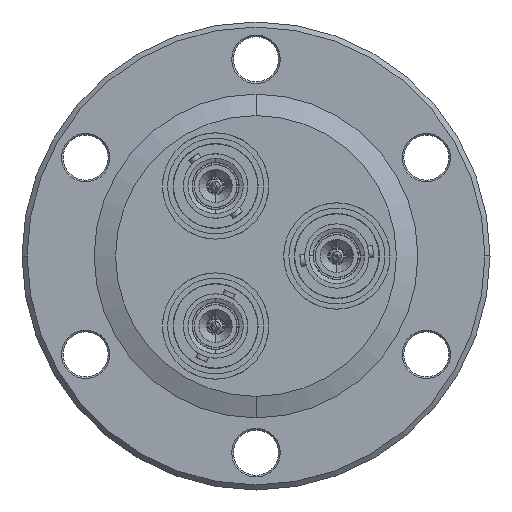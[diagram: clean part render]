
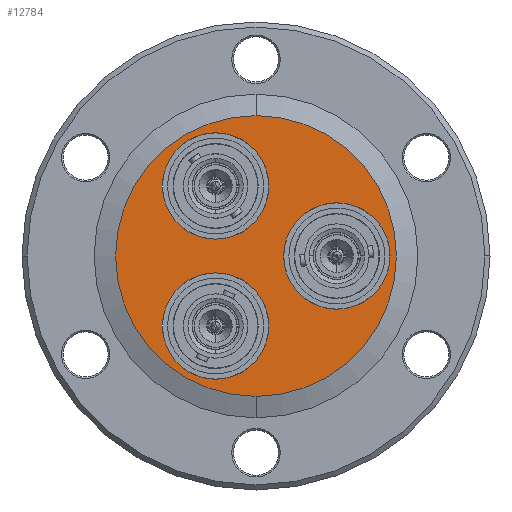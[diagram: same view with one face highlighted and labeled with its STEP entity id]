
A CAD part, front view. The second image highlights one B-rep face of the part: STEP entity #12784.
In plain terms, the highlighted planar face has unit normal (0, -1, 0).
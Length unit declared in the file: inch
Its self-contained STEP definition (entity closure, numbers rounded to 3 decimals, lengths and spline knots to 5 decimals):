
#90 = EDGE_CURVE ( 'NONE', #5067, #5139, #14793, .T. ) ;
#94 = EDGE_CURVE ( 'NONE', #5007, #5035, #14800, .T. ) ;
#98 = EDGE_CURVE ( 'NONE', #5045, #5079, #14806, .T. ) ;
#934 = VERTEX_POINT ( 'NONE', #14888 ) ;
#3188 = AXIS2_PLACEMENT_3D ( 'NONE', #8360, #8361, #8362 ) ;
#3200 = AXIS2_PLACEMENT_3D ( 'NONE', #8381, #8382, #8383 ) ;
#3211 = AXIS2_PLACEMENT_3D ( 'NONE', #8396, #8397, #8398 ) ;
#3219 = AXIS2_PLACEMENT_3D ( 'NONE', #8410, #8411, #8412 ) ;
#4433 = CIRCLE ( 'NONE', #22251, 0.825 ) ;
#5007 = VERTEX_POINT ( 'NONE', #18250 ) ;
#5035 = VERTEX_POINT ( 'NONE', #18264 ) ;
#5045 = VERTEX_POINT ( 'NONE', #18269 ) ;
#5065 = VERTEX_POINT ( 'NONE', #18279 ) ;
#5067 = VERTEX_POINT ( 'NONE', #18280 ) ;
#5079 = VERTEX_POINT ( 'NONE', #18286 ) ;
#5139 = VERTEX_POINT ( 'NONE', #18316 ) ;
#5518 = EDGE_LOOP ( 'NONE', ( #6558, #6559 ) ) ;
#5520 = EDGE_LOOP ( 'NONE', ( #6562, #6563 ) ) ;
#5534 = EDGE_LOOP ( 'NONE', ( #6560, #6561 ) ) ;
#5546 = EDGE_LOOP ( 'NONE', ( #6556, #6557 ) ) ;
#6556 = ORIENTED_EDGE ( 'NONE', *, *, #12578, .T. ) ;
#6557 = ORIENTED_EDGE ( 'NONE', *, *, #16470, .T. ) ;
#6558 = ORIENTED_EDGE ( 'NONE', *, *, #98, .T. ) ;
#6559 = ORIENTED_EDGE ( 'NONE', *, *, #12585, .T. ) ;
#6560 = ORIENTED_EDGE ( 'NONE', *, *, #94, .T. ) ;
#6561 = ORIENTED_EDGE ( 'NONE', *, *, #12594, .T. ) ;
#6562 = ORIENTED_EDGE ( 'NONE', *, *, #90, .T. ) ;
#6563 = ORIENTED_EDGE ( 'NONE', *, *, #12590, .T. ) ;
#8360 = CARTESIAN_POINT ( 'NONE',  ( 0., -0.449, 0. ) ) ;
#8361 = DIRECTION ( 'NONE',  ( 0., -1., 0. ) ) ;
#8362 = DIRECTION ( 'NONE',  ( 0., 0., -1. ) ) ;
#8381 = CARTESIAN_POINT ( 'NONE',  ( -0.2375, -0.449, -0.41136 ) ) ;
#8382 = DIRECTION ( 'NONE',  ( 0., 1., 0. ) ) ;
#8383 = DIRECTION ( 'NONE',  ( 0., 0., -1. ) ) ;
#8396 = CARTESIAN_POINT ( 'NONE',  ( -0.2375, -0.449, 0.41136 ) ) ;
#8397 = DIRECTION ( 'NONE',  ( 0., 1., 0. ) ) ;
#8398 = DIRECTION ( 'NONE',  ( 0., 0., -1. ) ) ;
#8410 = CARTESIAN_POINT ( 'NONE',  ( 0.475, -0.449, 0. ) ) ;
#8411 = DIRECTION ( 'NONE',  ( 0., 1., 0. ) ) ;
#8412 = DIRECTION ( 'NONE',  ( 0., 0., -1. ) ) ;
#8875 = DIRECTION ( 'NONE',  ( 0., 0., -1. ) ) ;
#8877 = DIRECTION ( 'NONE',  ( 0., 1., 0. ) ) ;
#8879 = CARTESIAN_POINT ( 'NONE',  ( -0.2375, -0.449, -0.41136 ) ) ;
#8899 = DIRECTION ( 'NONE',  ( 0., 0., -1. ) ) ;
#8901 = DIRECTION ( 'NONE',  ( 0., 1., 0. ) ) ;
#8903 = CARTESIAN_POINT ( 'NONE',  ( 0.475, -0.449, 0. ) ) ;
#8926 = DIRECTION ( 'NONE',  ( 0., 0., -1. ) ) ;
#8927 = DIRECTION ( 'NONE',  ( 0., 1., 0. ) ) ;
#8929 = CARTESIAN_POINT ( 'NONE',  ( -0.2375, -0.449, 0.41136 ) ) ;
#9354 = DIRECTION ( 'NONE',  ( 0., -1., 0. ) ) ;
#9357 = CARTESIAN_POINT ( 'NONE',  ( -0.825, -0.449, 0. ) ) ;
#9359 = PLANE ( 'NONE',  #13613 ) ;
#9360 = DIRECTION ( 'NONE',  ( 0., 0., -1. ) ) ;
#12578 = EDGE_CURVE ( 'NONE', #934, #5065, #27396, .T. ) ;
#12585 = EDGE_CURVE ( 'NONE', #5079, #5045, #27403, .T. ) ;
#12590 = EDGE_CURVE ( 'NONE', #5139, #5067, #27408, .T. ) ;
#12594 = EDGE_CURVE ( 'NONE', #5035, #5007, #27412, .T. ) ;
#12784 = ADVANCED_FACE ( 'NONE', ( #27723, #27729, #27727, #27725 ), #9359, .T. ) ;
#13613 = AXIS2_PLACEMENT_3D ( 'NONE', #9357, #9354, #9360 ) ;
#14793 = CIRCLE ( 'NONE', #20182, 0.3125 ) ;
#14800 = CIRCLE ( 'NONE', #20184, 0.3125 ) ;
#14806 = CIRCLE ( 'NONE', #20186, 0.3125 ) ;
#14888 = CARTESIAN_POINT ( 'NONE',  ( 0., -0.449, -0.825 ) ) ;
#16470 = EDGE_CURVE ( 'NONE', #5065, #934, #4433, .T. ) ;
#18250 = CARTESIAN_POINT ( 'NONE',  ( 0.475, -0.449, -0.3125 ) ) ;
#18264 = CARTESIAN_POINT ( 'NONE',  ( 0.475, -0.449, 0.3125 ) ) ;
#18269 = CARTESIAN_POINT ( 'NONE',  ( -0.2375, -0.449, -0.72386 ) ) ;
#18279 = CARTESIAN_POINT ( 'NONE',  ( 0., -0.449, 0.825 ) ) ;
#18280 = CARTESIAN_POINT ( 'NONE',  ( -0.2375, -0.449, 0.09886 ) ) ;
#18286 = CARTESIAN_POINT ( 'NONE',  ( -0.2375, -0.449, -0.09886 ) ) ;
#18316 = CARTESIAN_POINT ( 'NONE',  ( -0.2375, -0.449, 0.72386 ) ) ;
#20182 = AXIS2_PLACEMENT_3D ( 'NONE', #8929, #8927, #8926 ) ;
#20184 = AXIS2_PLACEMENT_3D ( 'NONE', #8903, #8901, #8899 ) ;
#20186 = AXIS2_PLACEMENT_3D ( 'NONE', #8879, #8877, #8875 ) ;
#22251 = AXIS2_PLACEMENT_3D ( 'NONE', #25106, #25107, #25108 ) ;
#25106 = CARTESIAN_POINT ( 'NONE',  ( 0., -0.449, 0. ) ) ;
#25107 = DIRECTION ( 'NONE',  ( 0., -1., 0. ) ) ;
#25108 = DIRECTION ( 'NONE',  ( 0., 0., -1. ) ) ;
#27396 = CIRCLE ( 'NONE', #3188, 0.825 ) ;
#27403 = CIRCLE ( 'NONE', #3200, 0.3125 ) ;
#27408 = CIRCLE ( 'NONE', #3211, 0.3125 ) ;
#27412 = CIRCLE ( 'NONE', #3219, 0.3125 ) ;
#27723 = FACE_OUTER_BOUND ( 'NONE', #5546, .T. ) ;
#27725 = FACE_BOUND ( 'NONE', #5520, .T. ) ;
#27727 = FACE_BOUND ( 'NONE', #5534, .T. ) ;
#27729 = FACE_BOUND ( 'NONE', #5518, .T. ) ;
